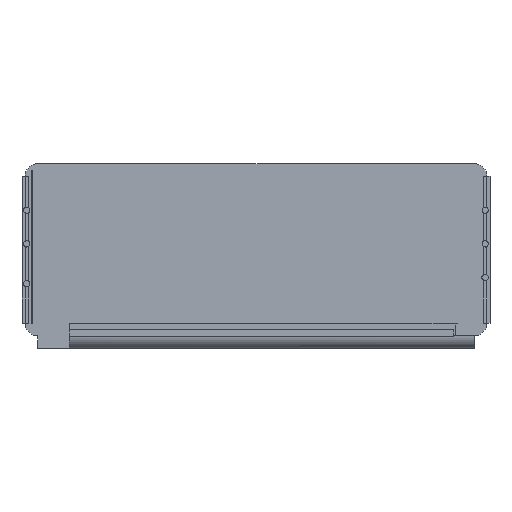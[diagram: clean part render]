
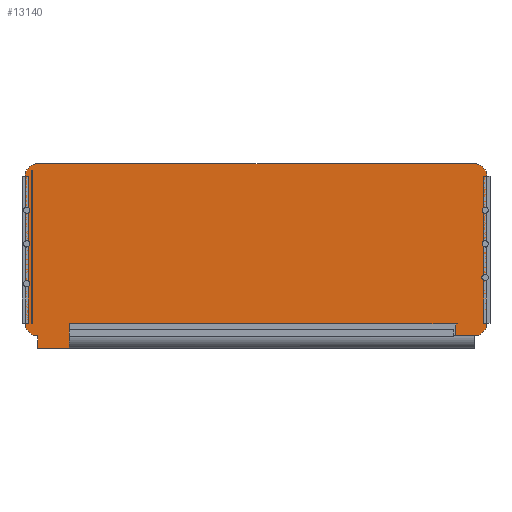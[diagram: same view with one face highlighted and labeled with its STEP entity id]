
A CAD part, top view. The second image highlights one B-rep face of the part: STEP entity #13140.
In plain terms, the highlighted planar face has unit normal (0, 0, 1).
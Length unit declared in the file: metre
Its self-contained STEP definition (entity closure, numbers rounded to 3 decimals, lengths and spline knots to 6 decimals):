
#861=CIRCLE('',#13881,0.01);
#862=CIRCLE('',#13882,0.01);
#863=CIRCLE('',#13883,0.01);
#864=CIRCLE('',#13884,0.01);
#4745=ORIENTED_EDGE('',*,*,#6698,.F.);
#4746=ORIENTED_EDGE('',*,*,#6699,.F.);
#4747=ORIENTED_EDGE('',*,*,#6700,.T.);
#4748=ORIENTED_EDGE('',*,*,#6701,.T.);
#4749=ORIENTED_EDGE('',*,*,#6686,.F.);
#4750=ORIENTED_EDGE('',*,*,#6702,.T.);
#4751=ORIENTED_EDGE('',*,*,#6690,.T.);
#4752=ORIENTED_EDGE('',*,*,#6703,.T.);
#4753=ORIENTED_EDGE('',*,*,#6696,.T.);
#4754=ORIENTED_EDGE('',*,*,#6704,.T.);
#6686=EDGE_CURVE('',#7978,#7979,#9274,.T.);
#6690=EDGE_CURVE('',#7982,#7983,#9278,.T.);
#6696=EDGE_CURVE('',#7989,#7988,#9284,.T.);
#6698=EDGE_CURVE('',#7990,#7991,#9286,.T.);
#6699=EDGE_CURVE('',#7992,#7990,#9287,.T.);
#6700=EDGE_CURVE('',#7992,#7993,#9288,.T.);
#6701=EDGE_CURVE('',#7993,#7979,#861,.T.);
#6702=EDGE_CURVE('',#7978,#7982,#862,.T.);
#6703=EDGE_CURVE('',#7983,#7989,#863,.T.);
#6704=EDGE_CURVE('',#7988,#7991,#864,.T.);
#7978=VERTEX_POINT('',#22908);
#7979=VERTEX_POINT('',#22909);
#7982=VERTEX_POINT('',#22917);
#7983=VERTEX_POINT('',#22918);
#7988=VERTEX_POINT('',#22929);
#7989=VERTEX_POINT('',#22931);
#7990=VERTEX_POINT('',#22935);
#7991=VERTEX_POINT('',#22936);
#7992=VERTEX_POINT('',#22938);
#7993=VERTEX_POINT('',#22940);
#9274=LINE('',#22907,#10566);
#9278=LINE('',#22916,#10570);
#9284=LINE('',#22930,#10576);
#9286=LINE('',#22934,#10578);
#9287=LINE('',#22937,#10579);
#9288=LINE('',#22939,#10580);
#10566=VECTOR('',#16345,1.);
#10570=VECTOR('',#16351,1.);
#10576=VECTOR('',#16359,1.);
#10578=VECTOR('',#16363,1.);
#10579=VECTOR('',#16364,1.);
#10580=VECTOR('',#16365,1.);
#11308=EDGE_LOOP('',(#4745,#4746,#4747,#4748,#4749,#4750,#4751,#4752,#4753,
#4754));
#12049=FACE_BOUND('',#11308,.T.);
#12447=PLANE('',#13880);
#13140=ADVANCED_FACE('',(#12049),#12447,.T.);
#13880=AXIS2_PLACEMENT_3D('',#22933,#16361,#16362);
#13881=AXIS2_PLACEMENT_3D('',#22941,#16366,#16367);
#13882=AXIS2_PLACEMENT_3D('',#22942,#16368,#16369);
#13883=AXIS2_PLACEMENT_3D('',#22943,#16370,#16371);
#13884=AXIS2_PLACEMENT_3D('',#22944,#16372,#16373);
#16345=DIRECTION('',(0.,-1.,0.));
#16351=DIRECTION('',(-1.,0.,0.));
#16359=DIRECTION('',(0.,-1.,0.));
#16361=DIRECTION('',(0.,0.,1.));
#16362=DIRECTION('',(1.,0.,0.));
#16363=DIRECTION('',(0.,1.,0.));
#16364=DIRECTION('',(-1.,0.,0.));
#16365=DIRECTION('',(0.,1.,0.));
#16366=DIRECTION('',(0.,0.,1.));
#16367=DIRECTION('',(1.,0.,0.));
#16368=DIRECTION('',(0.,0.,1.));
#16369=DIRECTION('',(1.,0.,0.));
#16370=DIRECTION('',(0.,0.,1.));
#16371=DIRECTION('',(1.,0.,0.));
#16372=DIRECTION('',(0.,0.,1.));
#16373=DIRECTION('',(1.,0.,0.));
#22907=CARTESIAN_POINT('',(0.182563,-0.135852,0.005));
#22908=CARTESIAN_POINT('',(0.182563,-0.077747,0.005));
#22909=CARTESIAN_POINT('',(0.182563,-0.193957,0.005));
#22916=CARTESIAN_POINT('',(0.000063,-0.067747,0.005));
#22917=CARTESIAN_POINT('',(0.172563,-0.067747,0.005));
#22918=CARTESIAN_POINT('',(-0.172437,-0.067747,0.005));
#22929=CARTESIAN_POINT('',(-0.182437,-0.193957,0.005));
#22930=CARTESIAN_POINT('',(-0.182437,-0.135852,0.005));
#22931=CARTESIAN_POINT('',(-0.182437,-0.077747,0.005));
#22933=CARTESIAN_POINT('',(0.000063,-0.135852,0.005));
#22934=CARTESIAN_POINT('',(-0.172437,-0.213957,0.005));
#22935=CARTESIAN_POINT('',(-0.172437,-0.213957,0.005));
#22936=CARTESIAN_POINT('',(-0.172437,-0.203957,0.005));
#22937=CARTESIAN_POINT('',(0.000063,-0.213957,0.005));
#22938=CARTESIAN_POINT('',(0.172563,-0.213957,0.005));
#22939=CARTESIAN_POINT('',(0.172563,-0.213957,0.005));
#22940=CARTESIAN_POINT('',(0.172563,-0.203957,0.005));
#22941=CARTESIAN_POINT('',(0.172563,-0.193957,0.005));
#22942=CARTESIAN_POINT('',(0.172563,-0.077747,0.005));
#22943=CARTESIAN_POINT('',(-0.172437,-0.077747,0.005));
#22944=CARTESIAN_POINT('',(-0.172437,-0.193957,0.005));
